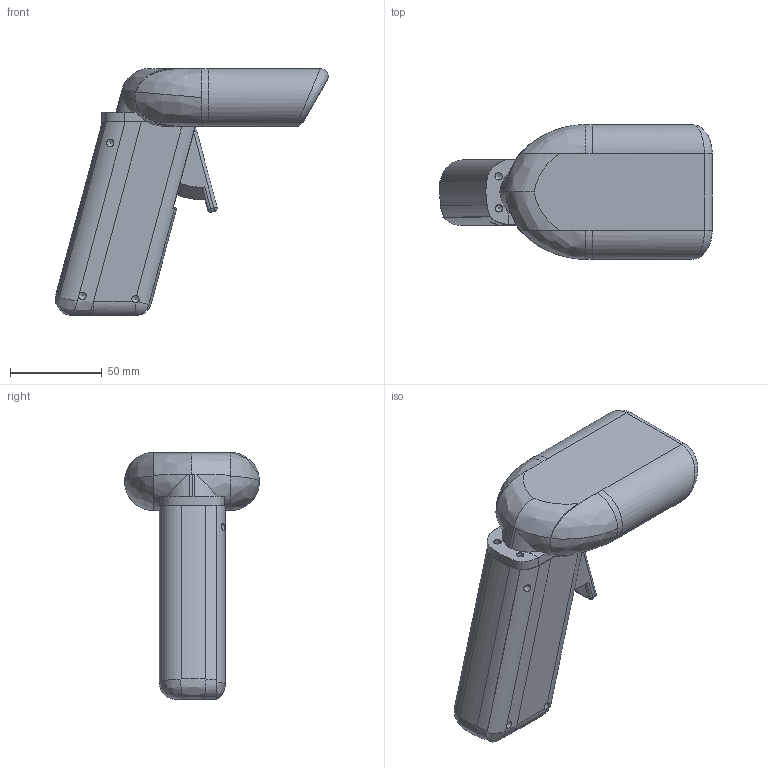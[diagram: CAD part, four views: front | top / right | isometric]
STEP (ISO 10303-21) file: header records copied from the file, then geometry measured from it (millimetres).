
FILE_DESCRIPTION(/* description */ (''),/* implementation_level */ '2;1');
FILE_NAME(/* name */ 'Hand Scanner Final.step',/* time_stamp */ '2025-12-06T00:43:01-05:00',/* author */ (''),/* organization */ (''),/* preprocessor_version */ 'ST-DEVELOPER v20.1',/* originating_system */ 'Autodesk Translation Framework v14.21.0.0',/* authorisation */ '');
FILE_SCHEMA (('AUTOMOTIVE_DESIGN { 1 0 10303 214 3 1 1 }'));
Length unit declared in the file: inch
Products named in the file (2): Configuration 1; 8EFFD3D6-8A31-4D7D-A42C-C6E33090DDFE
Assembly tree (1 placements, depth 2):
  Configuration 1
    8EFFD3D6-8A31-4D7D-A42C-C6E33090DDFE
Bounding box: 148.67 x 73.56 x 134.77 mm (x, y, z)
Volume: 173260.9 mm3; surface area: 80295.2 mm2
Topology: 5 solids, 5 shells, 523 faces, 1085 edges, 579 vertices
Faces by surface type: plane 356, cylinder 85, bspline 62, cone 7, torus 7, sphere 6
Full cylindrical faces by diameter (mm): 2.133 x1, 4 x1, 4.013 x10, 5 x1, 6 x1, 7 x1, 7.112 x1, 7.532 x1, 8 x1, 9 x1, 10 x1, 15.903 x1
Entity records: 18204 total; most frequent: CARTESIAN_POINT 7574, ORIENTED_EDGE 2160, DIRECTION 2071, EDGE_CURVE 1080, LINE 711, VECTOR 711, AXIS2_PLACEMENT_3D 680, VERTEX_POINT 583
